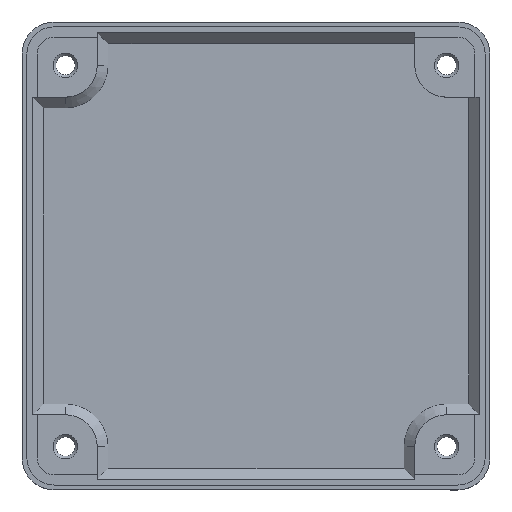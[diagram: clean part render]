
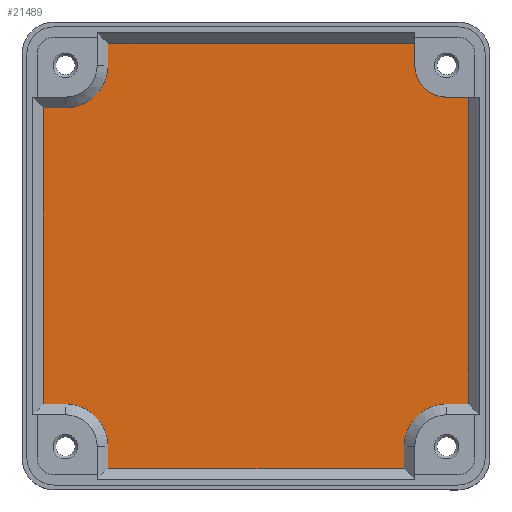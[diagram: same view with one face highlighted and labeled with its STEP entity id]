
A CAD part, top view. The second image highlights one B-rep face of the part: STEP entity #21489.
In plain terms, the highlighted planar face has unit normal (0, 0, 1).
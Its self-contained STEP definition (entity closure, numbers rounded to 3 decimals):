
#90=CIRCLE('',#22702,7.942);
#92=CIRCLE('',#22709,7.942);
#94=CIRCLE('',#22714,7.942);
#96=CIRCLE('',#22718,5.942);
#902=FACE_OUTER_BOUND('',#2191,.T.);
#2191=EDGE_LOOP('',(#15453,#15454,#15455,#15456,#15457,#15458,#15459,#15460,
#15461,#15462,#15463,#15464,#15465,#15466,#15467,#15468));
#3860=LINE('',#31210,#5986);
#3866=LINE('',#31223,#5992);
#3870=LINE('',#31232,#5996);
#3875=LINE('',#31244,#6001);
#3876=LINE('',#31247,#6002);
#3880=LINE('',#31254,#6006);
#3881=LINE('',#31257,#6007);
#3886=LINE('',#31269,#6012);
#3887=LINE('',#31272,#6013);
#3892=LINE('',#31284,#6018);
#3893=LINE('',#31287,#6019);
#3894=LINE('',#31290,#6020);
#5986=VECTOR('',#24078,10.);
#5992=VECTOR('',#24086,10.);
#5996=VECTOR('',#24092,10.);
#6001=VECTOR('',#24105,10.);
#6002=VECTOR('',#24108,10.);
#6006=VECTOR('',#24114,10.);
#6007=VECTOR('',#24117,10.);
#6012=VECTOR('',#24130,10.);
#6013=VECTOR('',#24133,10.);
#6018=VECTOR('',#24146,10.);
#6019=VECTOR('',#24149,10.);
#6020=VECTOR('',#24152,10.);
#9602=VERTEX_POINT('',#31208);
#9603=VERTEX_POINT('',#31209);
#9608=VERTEX_POINT('',#31220);
#9609=VERTEX_POINT('',#31222);
#9612=VERTEX_POINT('',#31229);
#9613=VERTEX_POINT('',#31231);
#9614=VERTEX_POINT('',#31235);
#9615=VERTEX_POINT('',#31237);
#9617=VERTEX_POINT('',#31246);
#9619=VERTEX_POINT('',#31252);
#9620=VERTEX_POINT('',#31256);
#9622=VERTEX_POINT('',#31262);
#9624=VERTEX_POINT('',#31271);
#9626=VERTEX_POINT('',#31277);
#9628=VERTEX_POINT('',#31286);
#9629=VERTEX_POINT('',#31288);
#11872=EDGE_CURVE('',#9602,#9603,#3860,.T.);
#11878=EDGE_CURVE('',#9608,#9609,#3866,.T.);
#11882=EDGE_CURVE('',#9612,#9613,#3870,.T.);
#11885=EDGE_CURVE('',#9614,#9615,#90,.T.);
#11889=EDGE_CURVE('',#9615,#9612,#3875,.T.);
#11890=EDGE_CURVE('',#9617,#9614,#3876,.T.);
#11894=EDGE_CURVE('',#9619,#9617,#3880,.T.);
#11895=EDGE_CURVE('',#9613,#9620,#3881,.T.);
#11898=EDGE_CURVE('',#9620,#9622,#92,.T.);
#11902=EDGE_CURVE('',#9622,#9608,#3886,.T.);
#11903=EDGE_CURVE('',#9609,#9624,#3887,.T.);
#11906=EDGE_CURVE('',#9624,#9626,#94,.T.);
#11910=EDGE_CURVE('',#9626,#9602,#3892,.T.);
#11911=EDGE_CURVE('',#9619,#9628,#3893,.T.);
#11912=EDGE_CURVE('',#9628,#9629,#96,.T.);
#11913=EDGE_CURVE('',#9629,#9603,#3894,.T.);
#15453=ORIENTED_EDGE('',*,*,#11872,.F.);
#15454=ORIENTED_EDGE('',*,*,#11910,.F.);
#15455=ORIENTED_EDGE('',*,*,#11906,.F.);
#15456=ORIENTED_EDGE('',*,*,#11903,.F.);
#15457=ORIENTED_EDGE('',*,*,#11878,.F.);
#15458=ORIENTED_EDGE('',*,*,#11902,.F.);
#15459=ORIENTED_EDGE('',*,*,#11898,.F.);
#15460=ORIENTED_EDGE('',*,*,#11895,.F.);
#15461=ORIENTED_EDGE('',*,*,#11882,.F.);
#15462=ORIENTED_EDGE('',*,*,#11889,.F.);
#15463=ORIENTED_EDGE('',*,*,#11885,.F.);
#15464=ORIENTED_EDGE('',*,*,#11890,.F.);
#15465=ORIENTED_EDGE('',*,*,#11894,.F.);
#15466=ORIENTED_EDGE('',*,*,#11911,.T.);
#15467=ORIENTED_EDGE('',*,*,#11912,.T.);
#15468=ORIENTED_EDGE('',*,*,#11913,.T.);
#20817=PLANE('',#22717);
#21489=ADVANCED_FACE('',(#902),#20817,.T.);
#22702=AXIS2_PLACEMENT_3D('',#31238,#24097,#24098);
#22709=AXIS2_PLACEMENT_3D('',#31263,#24122,#24123);
#22714=AXIS2_PLACEMENT_3D('',#31278,#24138,#24139);
#22717=AXIS2_PLACEMENT_3D('',#31285,#24147,#24148);
#22718=AXIS2_PLACEMENT_3D('',#31289,#24150,#24151);
#24078=DIRECTION('',(1.,0.,0.));
#24086=DIRECTION('',(0.,1.,0.));
#24092=DIRECTION('',(-1.,0.,0.));
#24097=DIRECTION('center_axis',(0.,0.,
1.));
#24098=DIRECTION('ref_axis',(0.,1.,0.));
#24105=DIRECTION('',(0.,-1.,0.));
#24108=DIRECTION('',(-1.,0.,0.));
#24114=DIRECTION('',(0.,-1.,0.));
#24117=DIRECTION('',(0.,1.,0.));
#24122=DIRECTION('center_axis',(0.,0.,
1.));
#24123=DIRECTION('ref_axis',(1.,0.,0.));
#24130=DIRECTION('',(-1.,0.,0.));
#24133=DIRECTION('',(1.,0.,0.));
#24138=DIRECTION('center_axis',(0.,0.,
1.));
#24139=DIRECTION('ref_axis',(0.,-1.,0.));
#24146=DIRECTION('',(0.,1.,0.));
#24147=DIRECTION('center_axis',(0.,0.,
1.));
#24148=DIRECTION('ref_axis',(1.,0.,0.));
#24149=DIRECTION('',(-1.,0.,0.));
#24150=DIRECTION('center_axis',(0.,0.,
-1.));
#24151=DIRECTION('ref_axis',(-1.,0.,0.));
#24152=DIRECTION('',(0.,1.,0.));
#31208=CARTESIAN_POINT('',(-27.574,39.816,0.));
#31209=CARTESIAN_POINT('',(29.662,39.816,0.));
#31210=CARTESIAN_POINT('',(-18.776,39.816,0.));
#31220=CARTESIAN_POINT('',(-39.596,-27.442,0.));
#31222=CARTESIAN_POINT('',(-39.596,27.795,0.));
#31223=CARTESIAN_POINT('',(-39.596,-18.644,0.));
#31229=CARTESIAN_POINT('',(27.662,-39.464,0.));
#31231=CARTESIAN_POINT('',(-27.574,-39.464,0.));
#31232=CARTESIAN_POINT('',(18.864,-39.464,0.));
#31235=CARTESIAN_POINT('',(35.604,-27.442,0.));
#31237=CARTESIAN_POINT('',(27.662,-35.384,0.));
#31238=CARTESIAN_POINT('Origin',(35.604,-35.384,0.));
#31244=CARTESIAN_POINT('',(27.662,-20.244,0.));
#31246=CARTESIAN_POINT('',(39.684,-27.442,0.));
#31247=CARTESIAN_POINT('',(20.864,-27.442,0.));
#31252=CARTESIAN_POINT('',(39.684,29.795,0.));
#31254=CARTESIAN_POINT('',(39.684,18.996,0.));
#31256=CARTESIAN_POINT('',(-27.574,-35.384,0.));
#31257=CARTESIAN_POINT('',(-27.574,-20.644,0.));
#31262=CARTESIAN_POINT('',(-35.516,-27.442,0.));
#31263=CARTESIAN_POINT('Origin',(-35.516,-35.384,0.));
#31269=CARTESIAN_POINT('',(-20.376,-27.442,0.));
#31271=CARTESIAN_POINT('',(-35.516,27.795,0.));
#31272=CARTESIAN_POINT('',(-20.776,27.795,0.));
#31277=CARTESIAN_POINT('',(-27.574,35.736,0.));
#31278=CARTESIAN_POINT('Origin',(-35.516,35.736,0.));
#31284=CARTESIAN_POINT('',(-27.574,20.596,0.));
#31285=CARTESIAN_POINT('Origin',(0.044,0.176,0.));
#31286=CARTESIAN_POINT('',(35.604,29.795,0.));
#31287=CARTESIAN_POINT('',(20.464,29.795,0.));
#31288=CARTESIAN_POINT('',(29.662,35.736,0.));
#31289=CARTESIAN_POINT('Origin',(35.604,35.736,0.));
#31290=CARTESIAN_POINT('',(29.662,20.596,0.));
